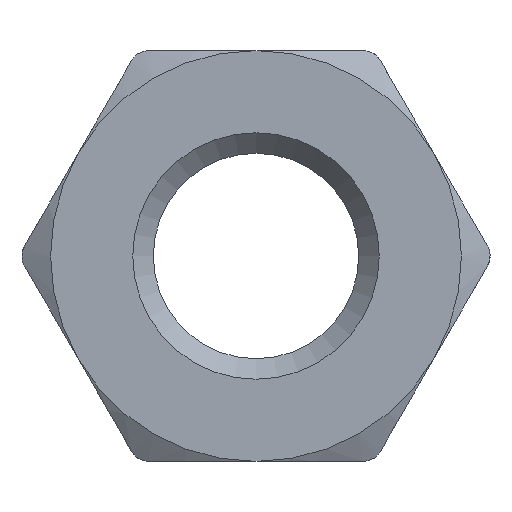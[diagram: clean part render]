
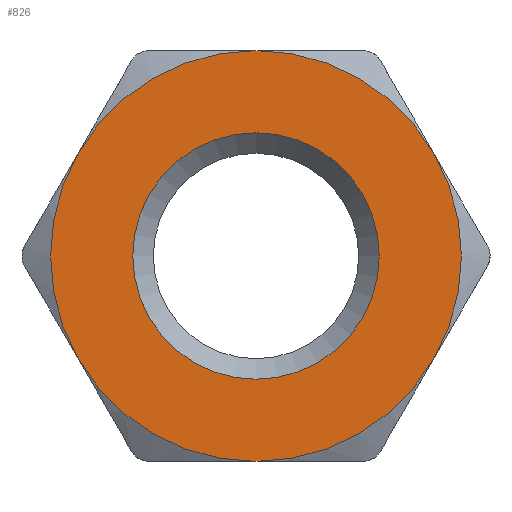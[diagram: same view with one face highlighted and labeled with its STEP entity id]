
A CAD part, front view. The second image highlights one B-rep face of the part: STEP entity #826.
In plain terms, the highlighted planar face has unit normal (0, -1, 0).
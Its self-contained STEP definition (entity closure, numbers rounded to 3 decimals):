
#61 = AXIS2_PLACEMENT_3D ( 'NONE', #934, #791, #1212 ) ;
#93 = DIRECTION ( 'NONE',  ( 0., -1., 0. ) ) ;
#108 = DIRECTION ( 'NONE',  ( 0., 1., 0. ) ) ;
#133 = CIRCLE ( 'NONE', #967, 5. ) ;
#135 = CIRCLE ( 'NONE', #1461, 5. ) ;
#137 = EDGE_CURVE ( 'NONE', #1092, #1092, #1374, .T. ) ;
#173 = EDGE_CURVE ( 'NONE', #1547, #1031, #868, .T. ) ;
#176 = ORIENTED_EDGE ( 'NONE', *, *, #494, .T. ) ;
#201 = CIRCLE ( 'NONE', #264, 5. ) ;
#205 = DIRECTION ( 'NONE',  ( 1., 0., 0. ) ) ;
#214 = VERTEX_POINT ( 'NONE', #224 ) ;
#224 = CARTESIAN_POINT ( 'NONE',  ( -4.33, -2.5, -2.5 ) ) ;
#235 = DIRECTION ( 'NONE',  ( 0., -1., 0. ) ) ;
#254 = CARTESIAN_POINT ( 'NONE',  ( 0., -2.5, -5. ) ) ;
#257 = DIRECTION ( 'NONE',  ( 0., 0., 1. ) ) ;
#264 = AXIS2_PLACEMENT_3D ( 'NONE', #1740, #93, #1442 ) ;
#274 = ORIENTED_EDGE ( 'NONE', *, *, #137, .T. ) ;
#361 = AXIS2_PLACEMENT_3D ( 'NONE', #876, #468, #205 ) ;
#364 = CARTESIAN_POINT ( 'NONE',  ( 0., -2.5, 0. ) ) ;
#388 = AXIS2_PLACEMENT_3D ( 'NONE', #1599, #108, #912 ) ;
#459 = AXIS2_PLACEMENT_3D ( 'NONE', #1215, #1348, #535 ) ;
#468 = DIRECTION ( 'NONE',  ( 0., -1., 0. ) ) ;
#476 = CARTESIAN_POINT ( 'NONE',  ( 0., -2.5, 0. ) ) ;
#482 = EDGE_LOOP ( 'NONE', ( #274 ) ) ;
#494 = EDGE_CURVE ( 'NONE', #833, #1547, #867, .T. ) ;
#509 = CARTESIAN_POINT ( 'NONE',  ( -4.33, -2.5, 2.5 ) ) ;
#535 = DIRECTION ( 'NONE',  ( 0., 0., 1. ) ) ;
#549 = EDGE_CURVE ( 'NONE', #964, #214, #133, .T. ) ;
#608 = EDGE_CURVE ( 'NONE', #1028, #833, #201, .T. ) ;
#657 = CARTESIAN_POINT ( 'NONE',  ( 4.33, -2.5, -2.5 ) ) ;
#665 = CARTESIAN_POINT ( 'NONE',  ( 0., -2.5, 0. ) ) ;
#671 = DIRECTION ( 'NONE',  ( 0., -1., 0. ) ) ;
#774 = ORIENTED_EDGE ( 'NONE', *, *, #549, .T. ) ;
#778 = CIRCLE ( 'NONE', #459, 5. ) ;
#791 = DIRECTION ( 'NONE',  ( 0., -1., 0. ) ) ;
#826 = ADVANCED_FACE ( 'NONE', ( #952, #1651 ), #1034, .F. ) ;
#833 = VERTEX_POINT ( 'NONE', #657 ) ;
#842 = ORIENTED_EDGE ( 'NONE', *, *, #608, .T. ) ;
#867 = CIRCLE ( 'NONE', #61, 5. ) ;
#868 = CIRCLE ( 'NONE', #361, 5. ) ;
#876 = CARTESIAN_POINT ( 'NONE',  ( 0., -2.5, 0. ) ) ;
#906 = ORIENTED_EDGE ( 'NONE', *, *, #958, .T. ) ;
#912 = DIRECTION ( 'NONE',  ( 0., 0., 1. ) ) ;
#934 = CARTESIAN_POINT ( 'NONE',  ( 0., -2.5, 0. ) ) ;
#941 = CARTESIAN_POINT ( 'NONE',  ( 0., -2.5, 5. ) ) ;
#952 = FACE_BOUND ( 'NONE', #482, .T. ) ;
#958 = EDGE_CURVE ( 'NONE', #214, #1028, #135, .T. ) ;
#964 = VERTEX_POINT ( 'NONE', #509 ) ;
#967 = AXIS2_PLACEMENT_3D ( 'NONE', #665, #671, #257 ) ;
#1028 = VERTEX_POINT ( 'NONE', #254 ) ;
#1031 = VERTEX_POINT ( 'NONE', #941 ) ;
#1034 = PLANE ( 'NONE',  #388 ) ;
#1039 = EDGE_CURVE ( 'NONE', #1031, #964, #778, .T. ) ;
#1092 = VERTEX_POINT ( 'NONE', #1584 ) ;
#1116 = AXIS2_PLACEMENT_3D ( 'NONE', #476, #1157, #1162 ) ;
#1157 = DIRECTION ( 'NONE',  ( 0., 1., 0. ) ) ;
#1159 = ORIENTED_EDGE ( 'NONE', *, *, #1039, .T. ) ;
#1162 = DIRECTION ( 'NONE',  ( 0., 0., 1. ) ) ;
#1212 = DIRECTION ( 'NONE',  ( 0., 0., 1. ) ) ;
#1215 = CARTESIAN_POINT ( 'NONE',  ( 0., -2.5, 0. ) ) ;
#1243 = EDGE_LOOP ( 'NONE', ( #1623, #1159, #774, #906, #842, #176 ) ) ;
#1348 = DIRECTION ( 'NONE',  ( 0., -1., 0. ) ) ;
#1374 = CIRCLE ( 'NONE', #1116, 3. ) ;
#1378 = CARTESIAN_POINT ( 'NONE',  ( 4.33, -2.5, 2.5 ) ) ;
#1442 = DIRECTION ( 'NONE',  ( 0., 0., 1. ) ) ;
#1461 = AXIS2_PLACEMENT_3D ( 'NONE', #364, #235, #1465 ) ;
#1465 = DIRECTION ( 'NONE',  ( 0., 0., 1. ) ) ;
#1547 = VERTEX_POINT ( 'NONE', #1378 ) ;
#1584 = CARTESIAN_POINT ( 'NONE',  ( 0., -2.5, 3. ) ) ;
#1599 = CARTESIAN_POINT ( 'NONE',  ( 0., -2.5, 0. ) ) ;
#1623 = ORIENTED_EDGE ( 'NONE', *, *, #173, .T. ) ;
#1651 = FACE_OUTER_BOUND ( 'NONE', #1243, .T. ) ;
#1740 = CARTESIAN_POINT ( 'NONE',  ( 0., -2.5, 0. ) ) ;
